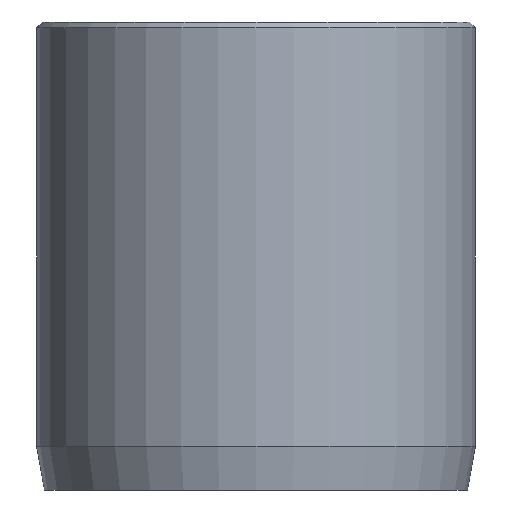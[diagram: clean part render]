
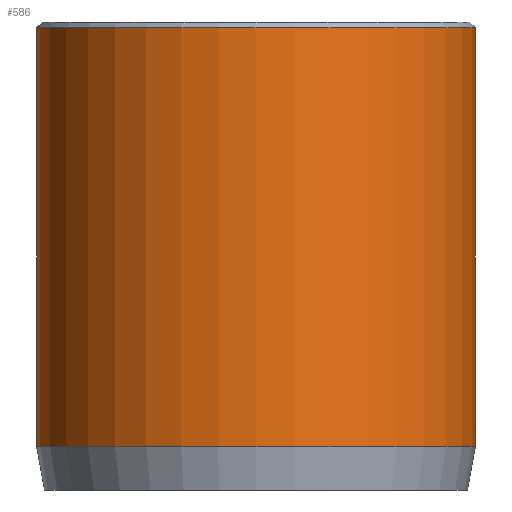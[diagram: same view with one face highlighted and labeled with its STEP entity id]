
A CAD part, front view. The second image highlights one B-rep face of the part: STEP entity #586.
In plain terms, the highlighted cylindrical face has radius 7.5 mm (diameter 15 mm), a partial arc.
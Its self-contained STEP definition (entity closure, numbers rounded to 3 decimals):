
#6 = VECTOR ( 'NONE', #869, 1000. ) ;
#13 = AXIS2_PLACEMENT_3D ( 'NONE', #285, #280, #274 ) ;
#37 = ORIENTED_EDGE ( 'NONE', *, *, #1167, .T. ) ;
#54 = CARTESIAN_POINT ( 'NONE',  ( -7.5, 0., 16. ) ) ;
#125 = VERTEX_POINT ( 'NONE', #546 ) ;
#133 = CARTESIAN_POINT ( 'NONE',  ( -7.5, 0., 1.5 ) ) ;
#139 = VERTEX_POINT ( 'NONE', #480 ) ;
#160 = EDGE_CURVE ( 'NONE', #993, #139, #845, .T. ) ;
#178 = CARTESIAN_POINT ( 'NONE',  ( 7.5, 0., 16. ) ) ;
#192 = EDGE_LOOP ( 'NONE', ( #558, #37, #788, #527 ) ) ;
#200 = LINE ( 'NONE', #54, #536 ) ;
#274 = DIRECTION ( 'NONE',  ( 1., 0., 0. ) ) ;
#280 = DIRECTION ( 'NONE',  ( 0., 0., 1. ) ) ;
#285 = CARTESIAN_POINT ( 'NONE',  ( 0., 0., 1.5 ) ) ;
#326 = AXIS2_PLACEMENT_3D ( 'NONE', #1136, #553, #1228 ) ;
#480 = CARTESIAN_POINT ( 'NONE',  ( 7.5, 0., 1.5 ) ) ;
#504 = CARTESIAN_POINT ( 'NONE',  ( 7.5, 0., 15.8 ) ) ;
#527 = ORIENTED_EDGE ( 'NONE', *, *, #160, .T. ) ;
#536 = VECTOR ( 'NONE', #737, 1000. ) ;
#546 = CARTESIAN_POINT ( 'NONE',  ( -7.5, 0., 15.8 ) ) ;
#553 = DIRECTION ( 'NONE',  ( 0., 0., -1. ) ) ;
#558 = ORIENTED_EDGE ( 'NONE', *, *, #735, .F. ) ;
#586 = ADVANCED_FACE ( 'NONE', ( #714 ), #1191, .T. ) ;
#629 = CARTESIAN_POINT ( 'NONE',  ( 0., 0., 16. ) ) ;
#655 = VERTEX_POINT ( 'NONE', #504 ) ;
#714 = FACE_OUTER_BOUND ( 'NONE', #192, .T. ) ;
#735 = EDGE_CURVE ( 'NONE', #655, #139, #784, .T. ) ;
#737 = DIRECTION ( 'NONE',  ( 0., 0., -1. ) ) ;
#784 = LINE ( 'NONE', #178, #6 ) ;
#788 = ORIENTED_EDGE ( 'NONE', *, *, #1073, .T. ) ;
#824 = DIRECTION ( 'NONE',  ( -1., 0., 0. ) ) ;
#845 = CIRCLE ( 'NONE', #13, 7.5 ) ;
#869 = DIRECTION ( 'NONE',  ( 0., 0., -1. ) ) ;
#993 = VERTEX_POINT ( 'NONE', #133 ) ;
#1073 = EDGE_CURVE ( 'NONE', #125, #993, #200, .T. ) ;
#1117 = DIRECTION ( 'NONE',  ( 0., 0., -1. ) ) ;
#1136 = CARTESIAN_POINT ( 'NONE',  ( 0., 0., 15.8 ) ) ;
#1167 = EDGE_CURVE ( 'NONE', #655, #125, #1246, .T. ) ;
#1191 = CYLINDRICAL_SURFACE ( 'NONE', #1218, 7.5 ) ;
#1218 = AXIS2_PLACEMENT_3D ( 'NONE', #629, #1117, #824 ) ;
#1228 = DIRECTION ( 'NONE',  ( 1., 0., 0. ) ) ;
#1246 = CIRCLE ( 'NONE', #326, 7.5 ) ;
